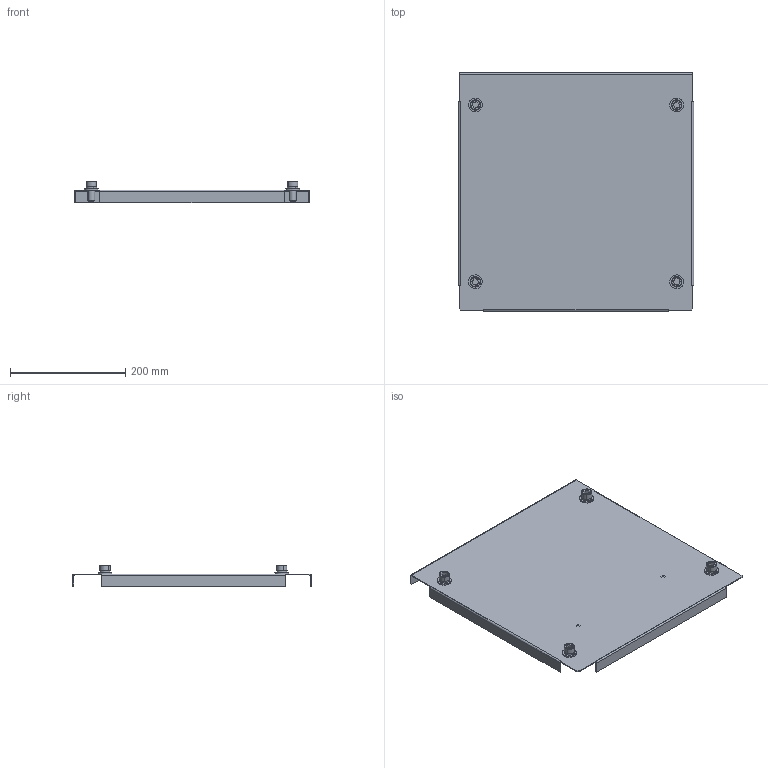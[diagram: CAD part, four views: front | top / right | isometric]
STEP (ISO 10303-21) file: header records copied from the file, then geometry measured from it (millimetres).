
FILE_DESCRIPTION (( 'STEP AP214' ), '1' );
FILE_NAME ('PT4D400 Ïàíåëü âåðõíÿÿ_èçâ0088.02_02.20.step', '2020-11-05T18:44:58', ( '' ), ( '' ), 'SwSTEP 2.0', 'SolidWorks 2019', '' );
FILE_SCHEMA (( 'AUTOMOTIVE_DESIGN' ));
Length unit declared in the file: millimetre
Products named in the file (22): ﾘ琺矜 01.019 ﾃﾎﾑﾒ11371-78; Âèíò ñ âí. øåñòèãðàííèêîì M12 ÃÎÑÒ 11738-84; ﾘ琺矜 01.019 ﾃﾎﾑﾒ11371-78_12; AVT009.12.00.00 Ïàíåëü âåðõíÿÿ_èçâ0088.02_02.20_00; ﾘ琺矜 65ﾃ 019 ﾃﾎﾑﾒ 6402-70_12; ﾘ琺矜 65ﾃ 019 ﾃﾎﾑﾒ 6402-70; PT4D400 Ïàíåëü âåðõíÿÿ_èçâ0088.02_02.20; Âèíò ñ âí. øåñòèãðàííèêîì M12 ÃÎÑÒ 11738-84_Œ12å25; Øïèëüêà Ì6õ12; AVT009.12.00.01 Ïàíåëü âåðõíÿÿ_èçâ0088.02_02.20_00; Øïèëüêà Ì6õ12_00; AVT009.12.00.01 Ïàíåëü âåðõíÿÿ_èçâ0088.02_02.20
Assembly tree (16 placements, depth 3):
  ﾘ琺矜 01.019 ﾃﾎﾑﾒ11371-78
  Âèíò ñ âí. øåñòèãðàííèêîì M12 ÃÎÑÒ 11738-84
  ﾘ琺矜 65ﾃ 019 ﾃﾎﾑﾒ 6402-70
  ﾘ琺矜 65ﾃ 019 ﾃﾎﾑﾒ 6402-70
  PT4D400 Ïàíåëü âåðõíÿÿ_èçâ0088.02_02.20
    AVT009.12.00.00 Ïàíåëü âåðõíÿÿ_èçâ0088.02_02.20_00
      AVT009.12.00.01 Ïàíåëü âåðõíÿÿ_èçâ0088.02_02.20_00
      Øïèëüêà Ì6õ12_00  x2
    Âèíò ñ âí. øåñòèãðàííèêîì M12 ÃÎÑÒ 11738-84_Œ12å25  x4
    ﾘ琺矜 01.019 ﾃﾎﾑﾒ11371-78_12  x4
    ﾘ琺矜 65ﾃ 019 ﾃﾎﾑﾒ 6402-70_12  x4
Bounding box: 409 x 415 x 37.5 mm (x, y, z)
Volume: 317385.9 mm3; surface area: 409040.4 mm2
Topology: 15 solids, 15 shells, 244 faces, 530 edges, 330 vertices
Faces by surface type: plane 120, cylinder 104, cone 12, torus 8
Entity records: 3815 total; most frequent: DIRECTION 626, CARTESIAN_POINT 603, ORIENTED_EDGE 536, EDGE_CURVE 268, AXIS2_PLACEMENT_3D 229, VECTOR 168, LINE 168, VERTEX_POINT 166
